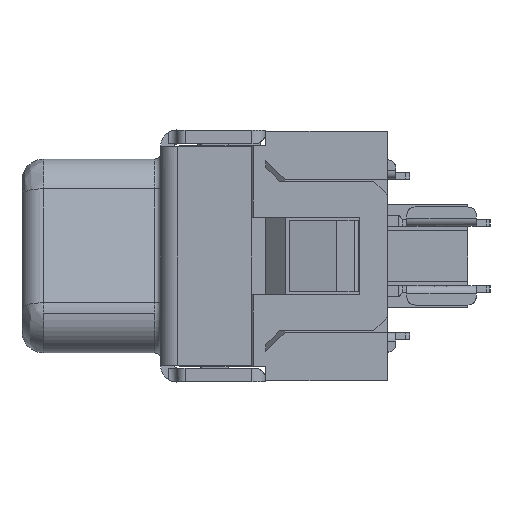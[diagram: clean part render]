
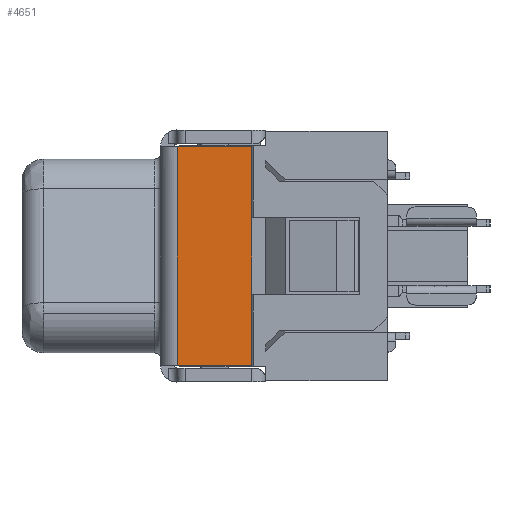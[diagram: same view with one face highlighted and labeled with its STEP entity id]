
A CAD part, left-side view. The second image highlights one B-rep face of the part: STEP entity #4651.
In plain terms, the highlighted planar face has unit normal (-1, 0, 0).
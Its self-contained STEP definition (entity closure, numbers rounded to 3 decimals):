
#3290=CARTESIAN_POINT('',(-20.025,3.2,3.95));
#3291=VERTEX_POINT('',#3290);
#3310=CARTESIAN_POINT('',(-20.025,0.5,3.95));
#3311=VERTEX_POINT('',#3310);
#3312=CARTESIAN_POINT('',(-20.025,3.2,3.95));
#3313=CARTESIAN_POINT('',(-20.025,2.66,3.95));
#3314=CARTESIAN_POINT('',(-20.025,2.12,3.95));
#3315=CARTESIAN_POINT('',(-20.025,1.58,3.95));
#3316=CARTESIAN_POINT('',(-20.025,1.04,3.95));
#3317=CARTESIAN_POINT('',(-20.025,0.5,3.95));
#3318=B_SPLINE_CURVE_WITH_KNOTS('',5,(#3312,#3313,#3314,#3315,#3316,#3317),.UNSPECIFIED.,.F.,.U.,(6,6),(0.,2.7),.UNSPECIFIED.);
#3319=EDGE_CURVE('',#3291,#3311,#3318,.T.);
#3786=CARTESIAN_POINT('',(-20.025,3.2,-3.95));
#3787=VERTEX_POINT('',#3786);
#3806=CARTESIAN_POINT('',(-20.025,0.5,-3.95));
#3807=VERTEX_POINT('',#3806);
#3808=CARTESIAN_POINT('',(-20.025,0.5,-3.95));
#3809=CARTESIAN_POINT('',(-20.025,1.04,-3.95));
#3810=CARTESIAN_POINT('',(-20.025,1.58,-3.95));
#3811=CARTESIAN_POINT('',(-20.025,2.12,-3.95));
#3812=CARTESIAN_POINT('',(-20.025,2.66,-3.95));
#3813=CARTESIAN_POINT('',(-20.025,3.2,-3.95));
#3814=B_SPLINE_CURVE_WITH_KNOTS('',5,(#3808,#3809,#3810,#3811,#3812,#3813),.UNSPECIFIED.,.F.,.U.,(6,6),(0.,2.7),.UNSPECIFIED.);
#3815=EDGE_CURVE('',#3807,#3787,#3814,.T.);
#3836=CARTESIAN_POINT('',(-20.025,3.2,3.95));
#3837=CARTESIAN_POINT('',(-20.025,3.2,2.37));
#3838=CARTESIAN_POINT('',(-20.025,3.2,0.79));
#3839=CARTESIAN_POINT('',(-20.025,3.2,-0.79));
#3840=CARTESIAN_POINT('',(-20.025,3.2,-2.37));
#3841=CARTESIAN_POINT('',(-20.025,3.2,-3.95));
#3842=B_SPLINE_CURVE_WITH_KNOTS('',5,(#3836,#3837,#3838,#3839,#3840,#3841),.UNSPECIFIED.,.F.,.U.,(6,6),(0.,7.9),.UNSPECIFIED.);
#3843=EDGE_CURVE('',#3291,#3787,#3842,.T.);
#4632=CARTESIAN_POINT('',(-20.025,1.85,0.));
#4633=DIRECTION('',(0.,0.,1.));
#4634=DIRECTION('',(1.,0.,-0.));
#4635=AXIS2_PLACEMENT_3D('',#4632,#4634,#4633);
#4636=PLANE('',#4635);
#4637=CARTESIAN_POINT('',(-20.025,0.5,3.95));
#4638=CARTESIAN_POINT('',(-20.025,0.5,2.37));
#4639=CARTESIAN_POINT('',(-20.025,0.5,0.79));
#4640=CARTESIAN_POINT('',(-20.025,0.5,-0.79));
#4641=CARTESIAN_POINT('',(-20.025,0.5,-2.37));
#4642=CARTESIAN_POINT('',(-20.025,0.5,-3.95));
#4643=B_SPLINE_CURVE_WITH_KNOTS('',5,(#4637,#4638,#4639,#4640,#4641,#4642),.UNSPECIFIED.,.F.,.U.,(6,6),(0.,7.9),.UNSPECIFIED.);
#4644=EDGE_CURVE('',#3311,#3807,#4643,.T.);
#4645=ORIENTED_EDGE('',*,*,#4644,.T.);
#4646=ORIENTED_EDGE('',*,*,#3815,.T.);
#4647=ORIENTED_EDGE('',*,*,#3843,.F.);
#4648=ORIENTED_EDGE('',*,*,#3319,.T.);
#4649=EDGE_LOOP('',(#4645,#4646,#4647,#4648));
#4650=FACE_OUTER_BOUND('',#4649,.F.);
#4651=ADVANCED_FACE('',(#4650),#4636,.F.);
